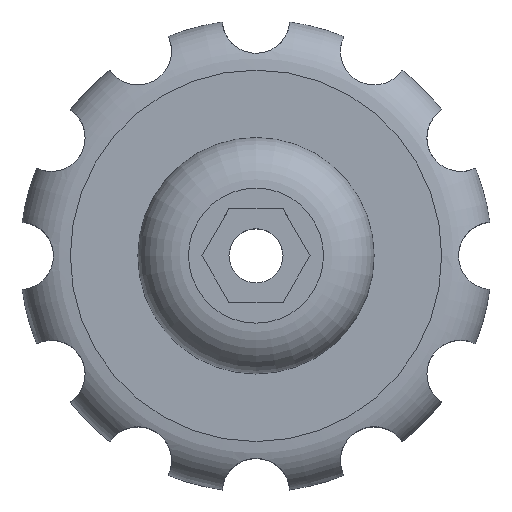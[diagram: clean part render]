
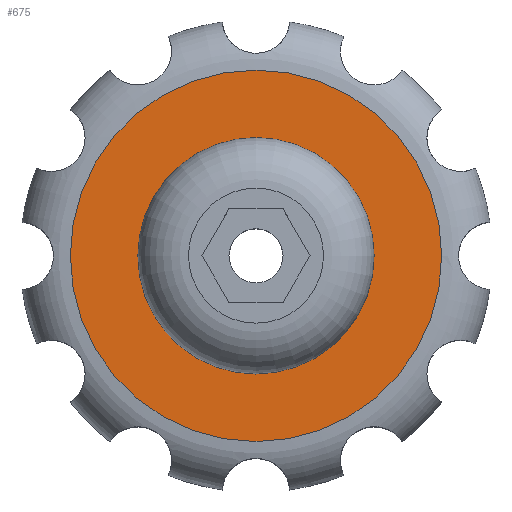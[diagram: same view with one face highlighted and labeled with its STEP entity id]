
A CAD part, top view. The second image highlights one B-rep face of the part: STEP entity #675.
In plain terms, the highlighted planar face has unit normal (0, 0, 1).
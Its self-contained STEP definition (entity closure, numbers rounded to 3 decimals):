
#266 = CYLINDRICAL_SURFACE('',#267,7.);
#267 = AXIS2_PLACEMENT_3D('',#268,#269,#270);
#268 = CARTESIAN_POINT('',(0.,0.,15.));
#269 = DIRECTION('',(0.,0.,-1.));
#270 = DIRECTION('',(1.,0.,0.));
#581 = VERTEX_POINT('',#582);
#582 = CARTESIAN_POINT('',(7.,0.,8.));
#603 = EDGE_CURVE('',#581,#581,#604,.T.);
#604 = SURFACE_CURVE('',#605,(#610,#617),.PCURVE_S1.);
#605 = CIRCLE('',#606,7.);
#606 = AXIS2_PLACEMENT_3D('',#607,#608,#609);
#607 = CARTESIAN_POINT('',(0.,0.,8.));
#608 = DIRECTION('',(0.,0.,-1.));
#609 = DIRECTION('',(1.,0.,0.));
#610 = PCURVE('',#266,#611);
#611 = DEFINITIONAL_REPRESENTATION('',(#612),#616);
#612 = LINE('',#613,#614);
#613 = CARTESIAN_POINT('',(0.,7.));
#614 = VECTOR('',#615,1.);
#615 = DIRECTION('',(1.,0.));
#616 = ( GEOMETRIC_REPRESENTATION_CONTEXT(2) 
PARAMETRIC_REPRESENTATION_CONTEXT() REPRESENTATION_CONTEXT('2D SPACE',''
  ) );
#617 = PCURVE('',#618,#623);
#618 = PLANE('',#619);
#619 = AXIS2_PLACEMENT_3D('',#620,#621,#622);
#620 = CARTESIAN_POINT('',(0.,0.,8.));
#621 = DIRECTION('',(0.,0.,-1.));
#622 = DIRECTION('',(1.,0.,0.));
#623 = DEFINITIONAL_REPRESENTATION('',(#624),#628);
#624 = CIRCLE('',#625,7.);
#625 = AXIS2_PLACEMENT_2D('',#626,#627);
#626 = CARTESIAN_POINT('',(0.,0.));
#627 = DIRECTION('',(1.,0.));
#628 = ( GEOMETRIC_REPRESENTATION_CONTEXT(2) 
PARAMETRIC_REPRESENTATION_CONTEXT() REPRESENTATION_CONTEXT('2D SPACE',''
  ) );
#675 = ADVANCED_FACE('',(#676,#707),#618,.F.);
#676 = FACE_BOUND('',#677,.F.);
#677 = EDGE_LOOP('',(#678));
#678 = ORIENTED_EDGE('',*,*,#679,.T.);
#679 = EDGE_CURVE('',#680,#680,#682,.T.);
#680 = VERTEX_POINT('',#681);
#681 = CARTESIAN_POINT('',(11.,0.,8.));
#682 = SURFACE_CURVE('',#683,(#688,#695),.PCURVE_S1.);
#683 = CIRCLE('',#684,11.);
#684 = AXIS2_PLACEMENT_3D('',#685,#686,#687);
#685 = CARTESIAN_POINT('',(0.,0.,8.));
#686 = DIRECTION('',(0.,0.,-1.));
#687 = DIRECTION('',(1.,0.,0.));
#688 = PCURVE('',#618,#689);
#689 = DEFINITIONAL_REPRESENTATION('',(#690),#694);
#690 = CIRCLE('',#691,11.);
#691 = AXIS2_PLACEMENT_2D('',#692,#693);
#692 = CARTESIAN_POINT('',(0.,0.));
#693 = DIRECTION('',(1.,0.));
#694 = ( GEOMETRIC_REPRESENTATION_CONTEXT(2) 
PARAMETRIC_REPRESENTATION_CONTEXT() REPRESENTATION_CONTEXT('2D SPACE',''
  ) );
#695 = PCURVE('',#696,#701);
#696 = TOROIDAL_SURFACE('',#697,11.,3.);
#697 = AXIS2_PLACEMENT_3D('',#698,#699,#700);
#698 = CARTESIAN_POINT('',(0.,0.,5.));
#699 = DIRECTION('',(0.,0.,-1.));
#700 = DIRECTION('',(1.,0.,0.));
#701 = DEFINITIONAL_REPRESENTATION('',(#702),#706);
#702 = LINE('',#703,#704);
#703 = CARTESIAN_POINT('',(0.,4.712));
#704 = VECTOR('',#705,1.);
#705 = DIRECTION('',(1.,0.));
#706 = ( GEOMETRIC_REPRESENTATION_CONTEXT(2) 
PARAMETRIC_REPRESENTATION_CONTEXT() REPRESENTATION_CONTEXT('2D SPACE',''
  ) );
#707 = FACE_BOUND('',#708,.F.);
#708 = EDGE_LOOP('',(#709));
#709 = ORIENTED_EDGE('',*,*,#603,.F.);
